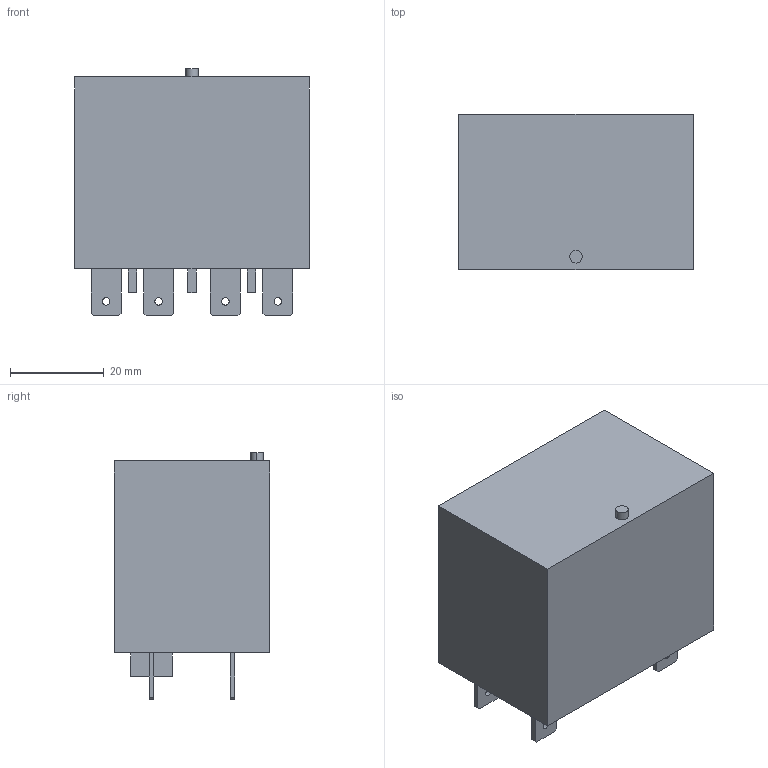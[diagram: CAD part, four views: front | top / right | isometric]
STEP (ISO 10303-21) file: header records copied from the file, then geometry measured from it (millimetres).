
FILE_DESCRIPTION(('starvars output'),'2;1');
FILE_NAME('cv20190909162947000024085.stp','16:29:47 2019/09/09',( 'Thomas Industrial Network Germany GmbH'),( 'Thomas Industrial Network Germany GmbH'),'unknown preprocess','ACIS' ,'unknown authorization');
FILE_SCHEMA(('AUTOMOTIVE_DESIGN_CC2 {UNKNOWN IMPLEMENTATION LEVEL}'));
Length unit declared in the file: millimetre
Products named in the file (1): PRODUCT_ID_1
Bounding box: 50.04 x 33.02 x 52.58 mm (x, y, z)
Volume: 68188 mm3; surface area: 11313.5 mm2
Topology: 1 solids, 1 shells, 78 faces, 198 edges, 132 vertices
Faces by surface type: plane 64, cylinder 14
Entity records: 2956 total; most frequent: ORIENTED_EDGE 396, CARTESIAN_POINT 387, DIRECTION 340, EDGE_CURVE 198, VECTOR 170, LINE 170, VERTEX_POINT 132, EDGE_LOOP 100
